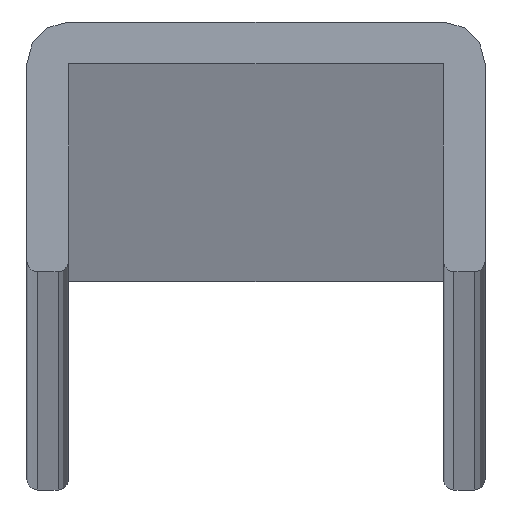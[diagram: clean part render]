
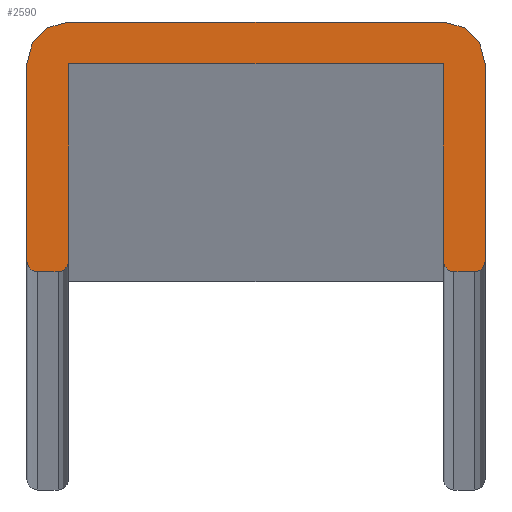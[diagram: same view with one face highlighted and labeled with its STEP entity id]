
A CAD part, top view. The second image highlights one B-rep face of the part: STEP entity #2590.
In plain terms, the highlighted planar face has unit normal (0, 0, 1).
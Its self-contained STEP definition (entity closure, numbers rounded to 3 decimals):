
#279 = VECTOR ( 'NONE', #6051, 1000. ) ;
#497 = AXIS2_PLACEMENT_3D ( 'NONE', #6155, #8596, #1019 ) ;
#504 = EDGE_CURVE ( 'NONE', #14564, #10720, #11419, .T. ) ;
#766 = VERTEX_POINT ( 'NONE', #11728 ) ;
#1014 = ORIENTED_EDGE ( 'NONE', *, *, #4601, .T. ) ;
#1019 = DIRECTION ( 'NONE',  ( -1., 0., 0. ) ) ;
#1104 = VECTOR ( 'NONE', #13490, 1000. ) ;
#1117 = ORIENTED_EDGE ( 'NONE', *, *, #4983, .F. ) ;
#1139 = CARTESIAN_POINT ( 'NONE',  ( 11., 10., 3000. ) ) ;
#1212 = VERTEX_POINT ( 'NONE', #10797 ) ;
#1309 = LINE ( 'NONE', #11443, #5163 ) ;
#1352 = DIRECTION ( 'NONE',  ( 0., 1., 0. ) ) ;
#1423 = CARTESIAN_POINT ( 'NONE',  ( -9., 0.5, 3000. ) ) ;
#1719 = VERTEX_POINT ( 'NONE', #5979 ) ;
#1727 = DIRECTION ( 'NONE',  ( 0., 0., 1. ) ) ;
#2171 = CARTESIAN_POINT ( 'NONE',  ( -9., 12., 3000. ) ) ;
#2528 = LINE ( 'NONE', #7163, #1104 ) ;
#2532 = AXIS2_PLACEMENT_3D ( 'NONE', #2851, #1727, #15588 ) ;
#2590 = ADVANCED_FACE ( 'NONE', ( #5157 ), #10378, .T. ) ;
#2664 = VECTOR ( 'NONE', #1352, 1000. ) ;
#2851 = CARTESIAN_POINT ( 'NONE',  ( -10.5, 0.5, 3000. ) ) ;
#3061 = VERTEX_POINT ( 'NONE', #9040 ) ;
#3159 = CARTESIAN_POINT ( 'NONE',  ( -9.5, 0., 3000. ) ) ;
#3333 = VECTOR ( 'NONE', #14019, 1000. ) ;
#3513 = EDGE_CURVE ( 'NONE', #12516, #10814, #14284, .T. ) ;
#3608 = AXIS2_PLACEMENT_3D ( 'NONE', #9193, #12805, #5143 ) ;
#3650 = DIRECTION ( 'NONE',  ( 1., 0., 0. ) ) ;
#3886 = VERTEX_POINT ( 'NONE', #1139 ) ;
#3896 = CIRCLE ( 'NONE', #5959, 2. ) ;
#4013 = EDGE_CURVE ( 'NONE', #10573, #3061, #3896, .T. ) ;
#4045 = CARTESIAN_POINT ( 'NONE',  ( 10.5, 0., 3000. ) ) ;
#4047 = LINE ( 'NONE', #5456, #2664 ) ;
#4160 = DIRECTION ( 'NONE',  ( 0., 0., 1. ) ) ;
#4460 = ORIENTED_EDGE ( 'NONE', *, *, #8128, .F. ) ;
#4601 = EDGE_CURVE ( 'NONE', #5017, #1212, #10695, .T. ) ;
#4605 = VECTOR ( 'NONE', #6687, 1000. ) ;
#4726 = DIRECTION ( 'NONE',  ( 1., 0., 0. ) ) ;
#4806 = ORIENTED_EDGE ( 'NONE', *, *, #504, .T. ) ;
#4878 = EDGE_LOOP ( 'NONE', ( #16460, #4460, #12253, #12761, #14013, #1014, #11900, #5504, #14604, #9328, #4806, #15838, #11675, #1117 ) ) ;
#4983 = EDGE_CURVE ( 'NONE', #10573, #5682, #15466, .T. ) ;
#5017 = VERTEX_POINT ( 'NONE', #1423 ) ;
#5143 = DIRECTION ( 'NONE',  ( 1., 0., 0. ) ) ;
#5157 = FACE_OUTER_BOUND ( 'NONE', #4878, .T. ) ;
#5163 = VECTOR ( 'NONE', #12703, 1000. ) ;
#5456 = CARTESIAN_POINT ( 'NONE',  ( -11., 0.5, 3000. ) ) ;
#5480 = CIRCLE ( 'NONE', #3608, 0.5 ) ;
#5504 = ORIENTED_EDGE ( 'NONE', *, *, #14360, .T. ) ;
#5575 = CARTESIAN_POINT ( 'NONE',  ( -10.5, 0., 3000. ) ) ;
#5658 = DIRECTION ( 'NONE',  ( 0., 0., 1. ) ) ;
#5682 = VERTEX_POINT ( 'NONE', #13005 ) ;
#5817 = CIRCLE ( 'NONE', #10789, 0.5 ) ;
#5918 = VECTOR ( 'NONE', #7344, 1000. ) ;
#5959 = AXIS2_PLACEMENT_3D ( 'NONE', #13275, #5658, #8039 ) ;
#5979 = CARTESIAN_POINT ( 'NONE',  ( 9., 0.5, 3000. ) ) ;
#6051 = DIRECTION ( 'NONE',  ( 0., 1., 0. ) ) ;
#6069 = VERTEX_POINT ( 'NONE', #11815 ) ;
#6081 = VERTEX_POINT ( 'NONE', #11608 ) ;
#6155 = CARTESIAN_POINT ( 'NONE',  ( 9., 10., 3000. ) ) ;
#6157 = LINE ( 'NONE', #11677, #3333 ) ;
#6360 = AXIS2_PLACEMENT_3D ( 'NONE', #13933, #7707, #10218 ) ;
#6602 = EDGE_CURVE ( 'NONE', #3886, #10720, #6157, .T. ) ;
#6687 = DIRECTION ( 'NONE',  ( -1., 0., 0. ) ) ;
#6745 = DIRECTION ( 'NONE',  ( 1., 0., 0. ) ) ;
#7072 = EDGE_CURVE ( 'NONE', #1212, #766, #2528, .T. ) ;
#7163 = CARTESIAN_POINT ( 'NONE',  ( -9., 10., 3000. ) ) ;
#7344 = DIRECTION ( 'NONE',  ( 1., 0., 0. ) ) ;
#7419 = CARTESIAN_POINT ( 'NONE',  ( -10.5, 0., 3000. ) ) ;
#7554 = EDGE_CURVE ( 'NONE', #6081, #12516, #14696, .T. ) ;
#7707 = DIRECTION ( 'NONE',  ( 0., 0., 1. ) ) ;
#8039 = DIRECTION ( 'NONE',  ( 1., 0., 0. ) ) ;
#8128 = EDGE_CURVE ( 'NONE', #6081, #3061, #4047, .T. ) ;
#8389 = AXIS2_PLACEMENT_3D ( 'NONE', #14865, #11149, #4726 ) ;
#8596 = DIRECTION ( 'NONE',  ( 0., 0., -1. ) ) ;
#9040 = CARTESIAN_POINT ( 'NONE',  ( -11., 10., 3000. ) ) ;
#9193 = CARTESIAN_POINT ( 'NONE',  ( 9.5, 0.5, 3000. ) ) ;
#9328 = ORIENTED_EDGE ( 'NONE', *, *, #10568, .F. ) ;
#9473 = CARTESIAN_POINT ( 'NONE',  ( -9.5, 0.5, 3000. ) ) ;
#9750 = CIRCLE ( 'NONE', #497, 2. ) ;
#9840 = EDGE_CURVE ( 'NONE', #1719, #6069, #5480, .T. ) ;
#10218 = DIRECTION ( 'NONE',  ( 1., 0., 0. ) ) ;
#10378 = PLANE ( 'NONE',  #6360 ) ;
#10517 = VECTOR ( 'NONE', #3650, 1000. ) ;
#10568 = EDGE_CURVE ( 'NONE', #14564, #6069, #11778, .T. ) ;
#10573 = VERTEX_POINT ( 'NONE', #11647 ) ;
#10695 = LINE ( 'NONE', #12284, #279 ) ;
#10720 = VERTEX_POINT ( 'NONE', #14537 ) ;
#10738 = EDGE_CURVE ( 'NONE', #10814, #5017, #5817, .T. ) ;
#10789 = AXIS2_PLACEMENT_3D ( 'NONE', #9473, #4160, #6745 ) ;
#10797 = CARTESIAN_POINT ( 'NONE',  ( -9., 10., 3000. ) ) ;
#10814 = VERTEX_POINT ( 'NONE', #3159 ) ;
#11149 = DIRECTION ( 'NONE',  ( 0., 0., 1. ) ) ;
#11419 = CIRCLE ( 'NONE', #8389, 0.5 ) ;
#11443 = CARTESIAN_POINT ( 'NONE',  ( 9., 10., 3000. ) ) ;
#11608 = CARTESIAN_POINT ( 'NONE',  ( -11., 0.5, 3000. ) ) ;
#11647 = CARTESIAN_POINT ( 'NONE',  ( -9., 12., 3000. ) ) ;
#11675 = ORIENTED_EDGE ( 'NONE', *, *, #14200, .F. ) ;
#11677 = CARTESIAN_POINT ( 'NONE',  ( 11., 10., 3000. ) ) ;
#11728 = CARTESIAN_POINT ( 'NONE',  ( 9., 10., 3000. ) ) ;
#11778 = LINE ( 'NONE', #4045, #4605 ) ;
#11815 = CARTESIAN_POINT ( 'NONE',  ( 9.5, 0., 3000. ) ) ;
#11900 = ORIENTED_EDGE ( 'NONE', *, *, #7072, .T. ) ;
#12253 = ORIENTED_EDGE ( 'NONE', *, *, #7554, .T. ) ;
#12284 = CARTESIAN_POINT ( 'NONE',  ( -9., 0.5, 3000. ) ) ;
#12516 = VERTEX_POINT ( 'NONE', #5575 ) ;
#12703 = DIRECTION ( 'NONE',  ( 0., -1., 0. ) ) ;
#12761 = ORIENTED_EDGE ( 'NONE', *, *, #3513, .T. ) ;
#12805 = DIRECTION ( 'NONE',  ( 0., 0., 1. ) ) ;
#13005 = CARTESIAN_POINT ( 'NONE',  ( 9., 12., 3000. ) ) ;
#13135 = CARTESIAN_POINT ( 'NONE',  ( 10.5, 0., 3000. ) ) ;
#13275 = CARTESIAN_POINT ( 'NONE',  ( -9., 10., 3000. ) ) ;
#13490 = DIRECTION ( 'NONE',  ( 1., 0., 0. ) ) ;
#13933 = CARTESIAN_POINT ( 'NONE',  ( -9., 10., 3000. ) ) ;
#14013 = ORIENTED_EDGE ( 'NONE', *, *, #10738, .T. ) ;
#14019 = DIRECTION ( 'NONE',  ( 0., -1., 0. ) ) ;
#14200 = EDGE_CURVE ( 'NONE', #5682, #3886, #9750, .T. ) ;
#14284 = LINE ( 'NONE', #7419, #10517 ) ;
#14360 = EDGE_CURVE ( 'NONE', #766, #1719, #1309, .T. ) ;
#14537 = CARTESIAN_POINT ( 'NONE',  ( 11., 0.5, 3000. ) ) ;
#14564 = VERTEX_POINT ( 'NONE', #13135 ) ;
#14604 = ORIENTED_EDGE ( 'NONE', *, *, #9840, .T. ) ;
#14696 = CIRCLE ( 'NONE', #2532, 0.5 ) ;
#14865 = CARTESIAN_POINT ( 'NONE',  ( 10.5, 0.5, 3000. ) ) ;
#15466 = LINE ( 'NONE', #2171, #5918 ) ;
#15588 = DIRECTION ( 'NONE',  ( 1., 0., 0. ) ) ;
#15838 = ORIENTED_EDGE ( 'NONE', *, *, #6602, .F. ) ;
#16460 = ORIENTED_EDGE ( 'NONE', *, *, #4013, .T. ) ;
